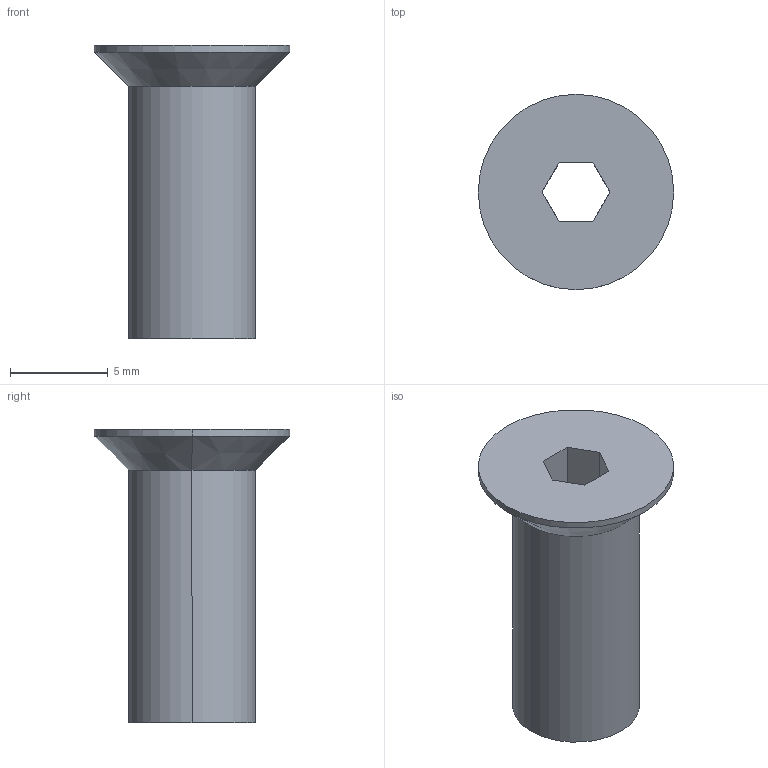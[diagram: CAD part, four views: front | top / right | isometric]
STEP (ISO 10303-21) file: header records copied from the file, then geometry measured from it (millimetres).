
FILE_DESCRIPTION (( 'STEP AP203' ), '1' );
FILE_NAME ('58382-240-5.step', '2018-12-04T13:29:21', ( '' ), ( '' ), 'SwSTEP 2.0', 'SolidWorks 2015', '' );
FILE_SCHEMA (( 'CONFIG_CONTROL_DESIGN' ));
Length unit declared in the file: millimetre
Products named in the file (1): 58382-240-5
Bounding box: 10 x 10 x 15 mm (x, y, z)
Volume: 370.3 mm3; surface area: 614.5 mm2
Topology: 1 solids, 1 shells, 283 faces, 749 edges, 496 vertices
Faces by surface type: plane 138, bspline 133, cone 6, cylinder 6
Entity records: 15926 total; most frequent: CARTESIAN_POINT 9740, ORIENTED_EDGE 1498, DIRECTION 793, EDGE_CURVE 749, VERTEX_POINT 496, LINE 463, VECTOR 463, EDGE_LOOP 313
